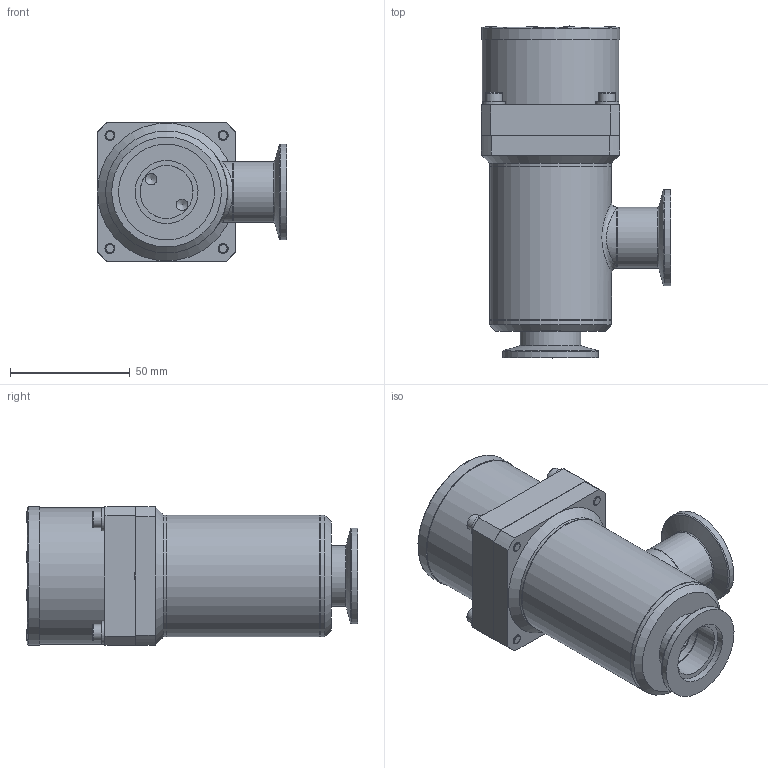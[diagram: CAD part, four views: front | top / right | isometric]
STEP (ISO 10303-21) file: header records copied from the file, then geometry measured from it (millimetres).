
FILE_DESCRIPTION((''),'2;1');
FILE_NAME('LPV1-25-AK-CNVS.stp','2016-02-01T13:32:56',('Broyerda'),(''),'Autodesk Inventor 2013','Autodesk Inventor 2013','');
FILE_SCHEMA(('AUTOMOTIVE_DESIGN { 1 0 10303 214 1 1 1 1 }'));
Length unit declared in the file: inch
Products named in the file (31): LPV1-25-AK-CNVS; 100002666; 100004999; 100006605; 100002111; 100006603; 100310303; 100012084; 100004992; 100012738; 100004994; 100006602; 100004993; 100001621; 100009177; 100006705; 100003151; 100006604; 100005729; 100002062; 100001615; 100012890; 100011990; 100012095; 100012539; 100011631; 100012094; 100006620; 100008461; 100006619; 100001468
Assembly tree (40 placements, depth 5):
  LPV1-25-AK-CNVS
    100002666
      100004999
      100006605
      100002111
      100006603
      100310303
    100012084
      100004992
        100012738
          100004994
          100006602
          100004993
        100001621
      100009177
      100006705  x2
      100003151
      100006604
      100005729  x4
      100002062  x4
      100001615
      100012890
      100011990
      100012095
      100012539
      100011631  x4
      100012094
    100006620
    100008461
    100006619
    100001468
Bounding box: 78.87 x 138.25 x 57.66 mm (x, y, z)
Volume: 172873.3 mm3; surface area: 162746.8 mm2
Topology: 36 solids, 36 shells, 630 faces, 1160 edges, 741 vertices
Faces by surface type: plane 295, cylinder 141, torus 125, cone 66, bspline 3
Full cylindrical faces by diameter (mm): 1.588 x1, 2.159 x4, 2.261 x1, 2.845 x4, 2.946 x4, 3.175 x2, 3.404 x4, 3.962 x1, 4.166 x4, 4.318 x1, 4.369 x8, 4.648 x4, 4.826 x5, 4.851 x2, 5.842 x1, 5.969 x1, 6.299 x2, 6.35 x1, 6.375 x1, 6.452 x1, 6.477 x2, 6.858 x4, 6.909 x1, 7.62 x2, 8.611 x1, 8.915 x1, 9.398 x1, 9.525 x3, 9.55 x4, 9.576 x2
Entity records: 15169 total; most frequent: CARTESIAN_POINT 4539, DIRECTION 2308, ORIENTED_EDGE 1288, AXIS2_PLACEMENT_3D 1096, EDGE_LOOP 996, EDGE_CURVE 644, VERTEX_POINT 572, FACE_OUTER_BOUND 527
